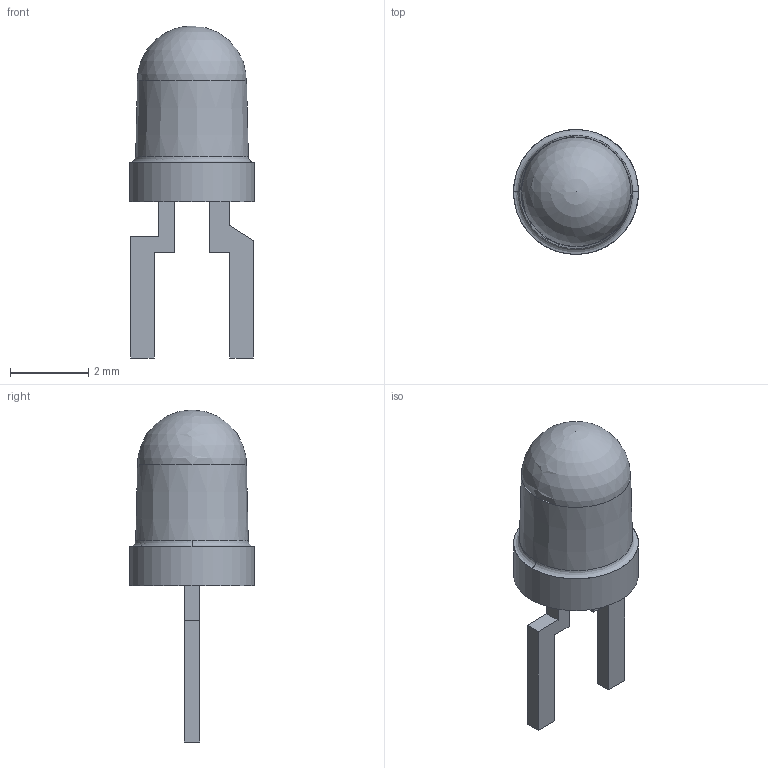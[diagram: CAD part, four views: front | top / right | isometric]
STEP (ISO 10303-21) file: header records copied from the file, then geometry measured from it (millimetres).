
FILE_DESCRIPTION(/* description */ (''),/* implementation_level */ '2;1');
FILE_NAME(/* name */ 'LED_3MM_RED.step',/* time_stamp */ '2023-02-01T19:55:58+01:00',/* author */ (''),/* organization */ (''),/* preprocessor_version */ 'ST-DEVELOPER v19.2',/* originating_system */ 'Autodesk Translation Framework v11.17.0.187',/* authorisation */ '');
FILE_SCHEMA (('AUTOMOTIVE_DESIGN { 1 0 10303 214 3 1 1 }'));
Length unit declared in the file: millimetre
Products named in the file (1): (Unsaved)
Bounding box: 3.2 x 3.2 x 8.5 mm (x, y, z)
Volume: 35.1 mm3; surface area: 104.1 mm2
Topology: 5 solids, 6 shells, 29 faces, 63 edges, 42 vertices
Faces by surface type: plane 24, bspline 2, cone 1, sphere 1, cylinder 1
Full cylindrical faces by diameter (mm): 3.2 x1
Entity records: 1048 total; most frequent: CARTESIAN_POINT 385, DIRECTION 120, ORIENTED_EDGE 118, EDGE_CURVE 61, LINE 50, VECTOR 50, VERTEX_POINT 42, AXIS2_PLACEMENT_3D 35
